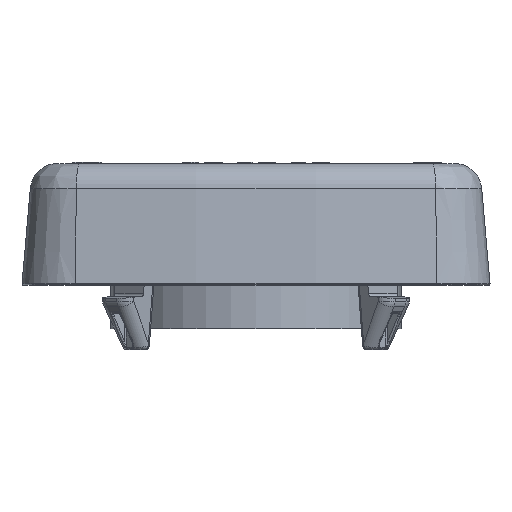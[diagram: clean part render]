
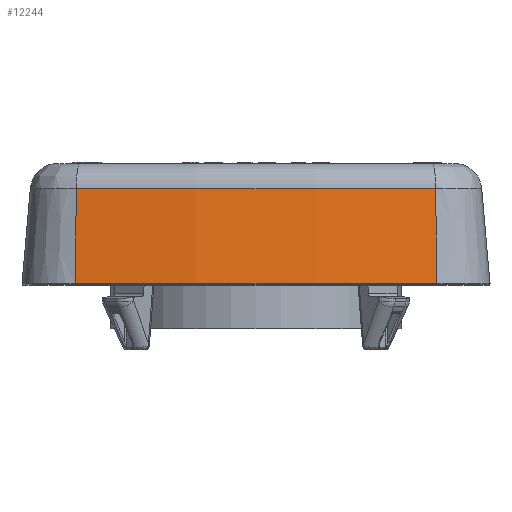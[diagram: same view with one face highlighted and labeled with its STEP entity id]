
A CAD part, left-side view. The second image highlights one B-rep face of the part: STEP entity #12244.
In plain terms, the highlighted conical face has half-angle 5 degrees and reference radius 182.518 mm.
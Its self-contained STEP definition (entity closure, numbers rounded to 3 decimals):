
#159=CONICAL_SURFACE('',#37289,182.518,5.);
#6217=LINE('',#55804,#10433);
#6218=LINE('',#55808,#10434);
#10433=VECTOR('',#45624,1.);
#10434=VECTOR('',#45629,1.);
#12244=ADVANCED_FACE('',(#14182),#159,.T.);
#14182=FACE_OUTER_BOUND('',#16147,.T.);
#16147=EDGE_LOOP('',(#25059,#25060,#25061,#25062));
#25059=ORIENTED_EDGE('',*,*,#34036,.T.);
#25060=ORIENTED_EDGE('',*,*,#34101,.T.);
#25061=ORIENTED_EDGE('',*,*,#34102,.F.);
#25062=ORIENTED_EDGE('',*,*,#34099,.F.);
#29303=VERTEX_POINT('',#55642);
#29304=VERTEX_POINT('',#55661);
#29361=VERTEX_POINT('',#55805);
#29362=VERTEX_POINT('',#55809);
#34036=EDGE_CURVE('',#29303,#29304,#35107,.T.);
#34099=EDGE_CURVE('',#29303,#29361,#6217,.T.);
#34101=EDGE_CURVE('',#29304,#29362,#6218,.T.);
#34102=EDGE_CURVE('',#29361,#29362,#35140,.T.);
#35107=CIRCLE('',#37247,182.003);
#35140=CIRCLE('',#37288,183.033);
#37247=AXIS2_PLACEMENT_3D('',#55662,#45515,#45516);
#37288=AXIS2_PLACEMENT_3D('',#55810,#45630,#45631);
#37289=AXIS2_PLACEMENT_3D('',#55811,#45632,#45633);
#45515=DIRECTION('',(0.,0.,-1.));
#45516=DIRECTION('',(-0.992,0.123,0.));
#45624=DIRECTION('',(-0.086,-0.011,-0.996));
#45629=DIRECTION('',(-0.086,0.011,-0.996));
#45630=DIRECTION('',(0.,0.,-1.));
#45631=DIRECTION('',(-0.992,-0.123,0.));
#45632=DIRECTION('',(0.,0.,-1.));
#45633=DIRECTION('',(1.,0.,0.));
#55642=CARTESIAN_POINT('',(-72.382,-22.297,11.396));
#55661=CARTESIAN_POINT('',(-72.382,22.297,11.396));
#55662=CARTESIAN_POINT('',(108.25,0.,11.396));
#55804=CARTESIAN_POINT('',(-72.382,-22.297,11.396));
#55805=CARTESIAN_POINT('',(-73.405,-22.423,-0.383));
#55808=CARTESIAN_POINT('',(-72.382,22.297,11.396));
#55809=CARTESIAN_POINT('',(-73.405,22.423,-0.383));
#55810=CARTESIAN_POINT('',(108.25,0.,-0.383));
#55811=CARTESIAN_POINT('',(108.25,0.,5.507));
